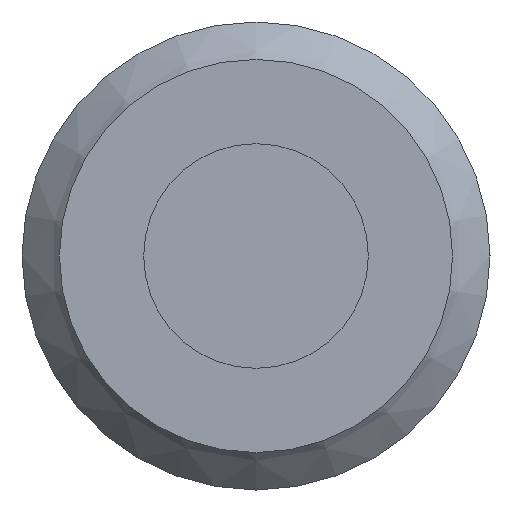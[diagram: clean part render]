
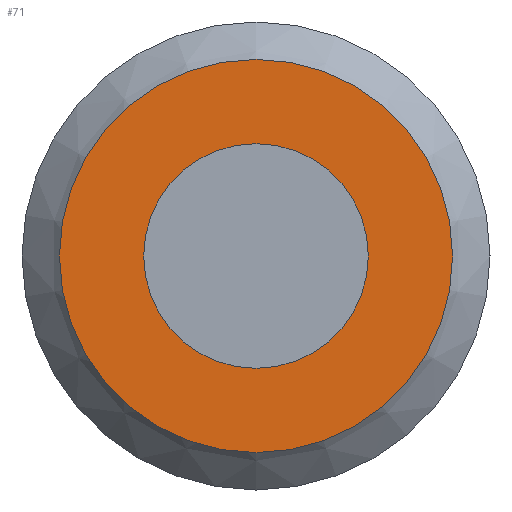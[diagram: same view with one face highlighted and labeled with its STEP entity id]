
A CAD part, left-side view. The second image highlights one B-rep face of the part: STEP entity #71.
In plain terms, the highlighted planar face has unit normal (-1, 0, 0).
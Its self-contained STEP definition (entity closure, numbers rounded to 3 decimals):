
#50=PLANE('',#227);
#71=ADVANCED_FACE('',(#94,#95),#50,.F.);
#94=FACE_BOUND('',#120,.T.);
#95=FACE_BOUND('',#121,.T.);
#120=EDGE_LOOP('',(#146));
#121=EDGE_LOOP('',(#147));
#146=ORIENTED_EDGE('',*,*,#176,.F.);
#147=ORIENTED_EDGE('',*,*,#177,.T.);
#163=VERTEX_POINT('',#322);
#164=VERTEX_POINT('',#324);
#176=EDGE_CURVE('',#163,#163,#189,.T.);
#177=EDGE_CURVE('',#164,#164,#190,.T.);
#189=CIRCLE('',#225,10.5);
#190=CIRCLE('',#226,6.);
#225=AXIS2_PLACEMENT_3D('',#321,#275,#276);
#226=AXIS2_PLACEMENT_3D('',#323,#277,#278);
#227=AXIS2_PLACEMENT_3D('',#325,#279,#280);
#275=DIRECTION('',(1.,0.,0.));
#276=DIRECTION('',(0.,0.,-1.));
#277=DIRECTION('',(1.,0.,0.));
#278=DIRECTION('',(0.,0.,-1.));
#279=DIRECTION('',(1.,0.,0.));
#280=DIRECTION('',(0.,0.,-1.));
#321=CARTESIAN_POINT('',(0.,0.,0.));
#322=CARTESIAN_POINT('',(0.,0.,-10.5));
#323=CARTESIAN_POINT('',(0.,0.,0.));
#324=CARTESIAN_POINT('',(0.,0.,-6.));
#325=CARTESIAN_POINT('',(0.,0.,-6.));
